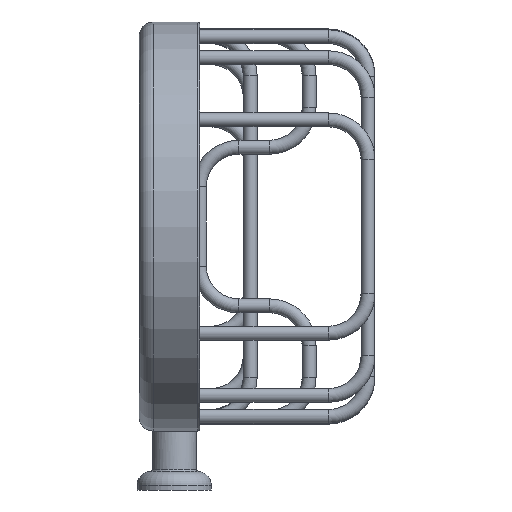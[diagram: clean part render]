
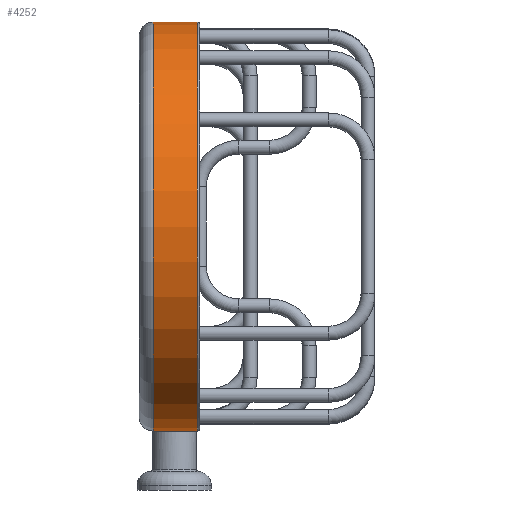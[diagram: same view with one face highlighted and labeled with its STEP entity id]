
A CAD part, left-side view. The second image highlights one B-rep face of the part: STEP entity #4252.
In plain terms, the highlighted cylindrical face has radius 44.094 mm (diameter 88.189 mm), a partial arc.
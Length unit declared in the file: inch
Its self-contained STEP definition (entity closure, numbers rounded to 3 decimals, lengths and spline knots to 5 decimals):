
#929=CARTESIAN_POINT('',(-3.679,0.02,0.));
#930=DIRECTION('',(0.,-1.,0.));
#931=DIRECTION('',(0.,0.,1.));
#932=AXIS2_PLACEMENT_3D('',#929,#930,#931);
#934=DIRECTION('',(0.,-1.,0.));
#935=VECTOR('',#934,0.374);
#936=CARTESIAN_POINT('',(-3.679,0.394,-1.736));
#937=LINE('',#936,#935);
#938=CARTESIAN_POINT('',(-3.679,0.394,0.));
#939=DIRECTION('',(0.,1.,0.));
#940=DIRECTION('',(0.,0.,-1.));
#941=AXIS2_PLACEMENT_3D('',#938,#939,#940);
#943=DIRECTION('',(0.,-1.,0.));
#944=VECTOR('',#943,0.374);
#945=CARTESIAN_POINT('',(-3.679,0.394,1.736));
#946=LINE('',#945,#944);
#2779=CARTESIAN_POINT('',(-3.679,0.394,1.736));
#2781=VERTEX_POINT('',#2779);
#2791=CARTESIAN_POINT('',(-3.679,0.394,-1.736));
#2793=VERTEX_POINT('',#2791);
#3292=CARTESIAN_POINT('',(-3.679,0.02,1.736));
#3293=VERTEX_POINT('',#3292);
#3296=CARTESIAN_POINT('',(-3.679,0.02,-1.736));
#3297=VERTEX_POINT('',#3296);
#4240=CARTESIAN_POINT('',(-3.679,-1.,0.));
#4241=DIRECTION('',(0.,1.,0.));
#4242=DIRECTION('',(0.,0.,1.));
#4243=AXIS2_PLACEMENT_3D('',#4240,#4241,#4242);
#4244=CYLINDRICAL_SURFACE('',#4243,1.736);
#4245=ORIENTED_EDGE('',*,*,#3717,.T.);
#4246=ORIENTED_EDGE('',*,*,#4091,.F.);
#4247=ORIENTED_EDGE('',*,*,#4059,.T.);
#4249=ORIENTED_EDGE('',*,*,#4248,.T.);
#4250=EDGE_LOOP('',(#4245,#4246,#4247,#4249));
#4251=FACE_OUTER_BOUND('',#4250,.F.);
#4252=ADVANCED_FACE('',(#4251),#4244,.T.);
#933=CIRCLE('',#932,1.736);
#942=CIRCLE('',#941,1.736);
#3717=EDGE_CURVE('',#3293,#3297,#933,.T.);
#4059=EDGE_CURVE('',#2793,#2781,#942,.T.);
#4091=EDGE_CURVE('',#2793,#3297,#937,.T.);
#4248=EDGE_CURVE('',#2781,#3293,#946,.T.);
